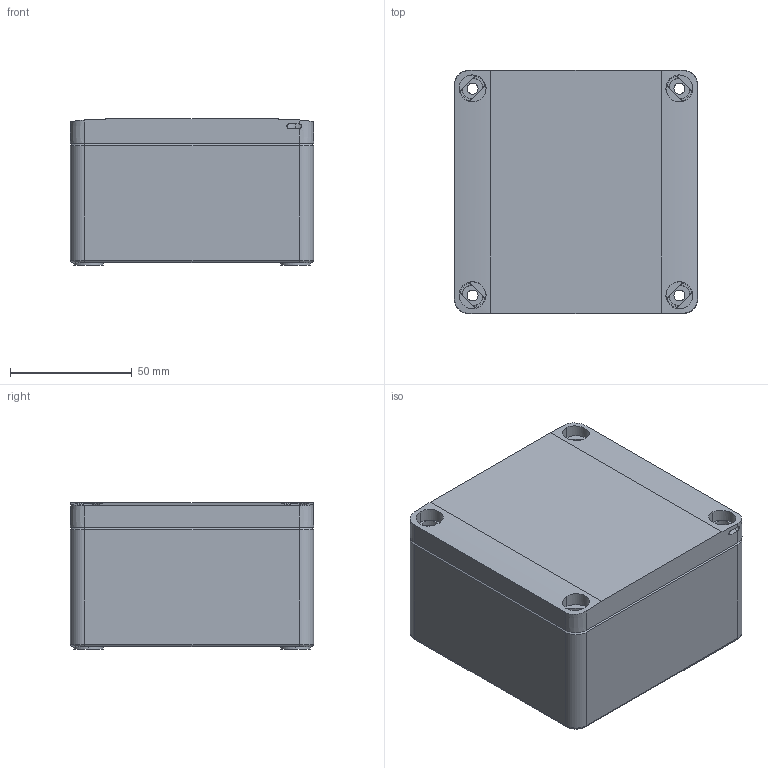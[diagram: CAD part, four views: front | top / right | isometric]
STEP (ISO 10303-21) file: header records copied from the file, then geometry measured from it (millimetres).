
FILE_DESCRIPTION((''),'2;1');
FILE_NAME('SABP101006T_ASM','2008-12-08T',('pasi_koskela'),(''),'PRO/ENGINEER BY PARAMETRIC TECHNOLOGY CORPORATION, 2008250','PRO/ENGINEER BY PARAMETRIC TECHNOLOGY CORPORATION, 2008250','');
FILE_SCHEMA(('AUTOMOTIVE_DESIGN_CC2 { 1 2 10303 214 -1 1 5 2 }'));
Length unit declared in the file: millimetre
Products named in the file (3): SABP101005B; SABT101001L; SABP101006T_ASM
Assembly tree (2 placements, depth 2):
  SABP101006T_ASM
    SABP101005B
    SABT101001L
Bounding box: 100 x 100 x 60 mm (x, y, z)
Volume: 137629.5 mm3; surface area: 96060.5 mm2
Topology: 2 solids, 2 shells, 1849 faces, 5044 edges, 3329 vertices
Faces by surface type: plane 1597, cylinder 160, cone 66, torus 16, extrusion 10
Entity records: 60130 total; most frequent: CARTESIAN_POINT 10984, ORIENTED_EDGE 10088, DIRECTION 9072, EDGE_CURVE 5044, VECTOR 4574, LINE 4564, VERTEX_POINT 3329, AXIS2_PLACEMENT_3D 2249
